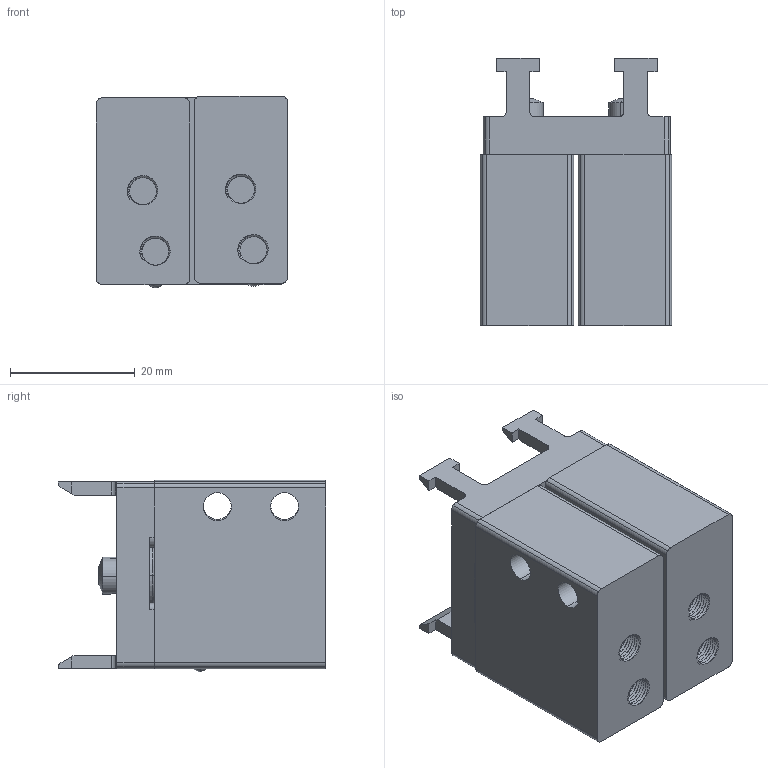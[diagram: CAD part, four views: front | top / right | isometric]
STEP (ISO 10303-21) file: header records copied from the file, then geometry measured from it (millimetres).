
FILE_DESCRIPTION((''),'2;1');
FILE_NAME('08_094_4.stp','2002-12-02T20:39:21',('Branislav Petkovic'),('AZ Pneumatica'),'AutoCAD STEP 2000i','AutoCAD 2000i','Via J. F. Kennedy, 26, 20020 Misinto (MI), ITALY');
FILE_SCHEMA(('CONFIG_CONTROL_DESIGN'));
Length unit declared in the file: millimetre
Products named in the file (8): 08_094_4; 305MA TELO; PART1; PIPAK 304 MA; PART1A; PLASICNI NOSAC VECI; PART1AA; RECESSED PAN HEAD SCREW - ISO 7045 - M3 X 4 - 4.8 - Z
Assembly tree (12 placements, depth 3):
  08_094_4
    305MA TELO  x2
      PART1
    PIPAK 304 MA  x2
      PART1A
    PLASICNI NOSAC VECI
      PART1AA
      RECESSED PAN HEAD SCREW - ISO 7045 - M3 X 4 - 4.8 - Z  x4
Bounding box: 30.74 x 42.9 x 30.73 mm (x, y, z)
Surface area: 13260.4 mm2 (no closed solid volume)
Topology: 0 solids, 9 shells, 756 faces, 1856 edges, 1138 vertices
Faces by surface type: cylinder 264, plane 208, cone 156, torus 104, sphere 12, bspline 12
Entity records: 17355 total; most frequent: CARTESIAN_POINT 8704, DIRECTION 1826, ORIENTED_EDGE 1764, EDGE_CURVE 882, AXIS2_PLACEMENT_3D 704, VERTEX_POINT 562, VECTOR 418, LINE 418
